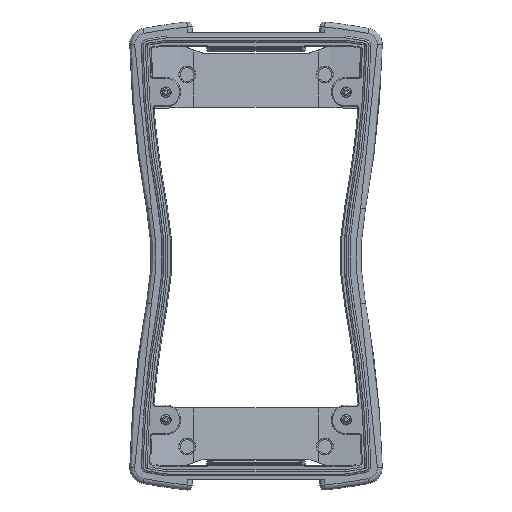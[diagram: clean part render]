
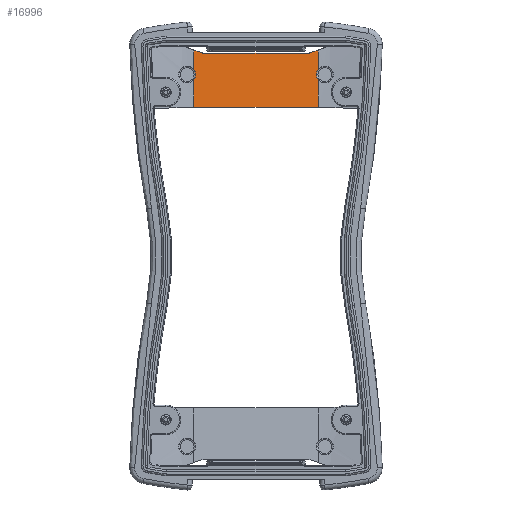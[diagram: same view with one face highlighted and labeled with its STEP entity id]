
A CAD part, top view. The second image highlights one B-rep face of the part: STEP entity #16996.
In plain terms, the highlighted planar face has unit normal (0, 0.087, 0.996).
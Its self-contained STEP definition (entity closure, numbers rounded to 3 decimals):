
#6956=CARTESIAN_POINT('',(16.289,62.,-20.892));
#6957=VERTEX_POINT('',#6956);
#6958=CARTESIAN_POINT('',(16.631,62.06,-20.898));
#6959=VERTEX_POINT('',#6958);
#6960=CARTESIAN_POINT('',(16.289,62.,-20.892));
#6961=CARTESIAN_POINT('',(16.398,62.,-20.892));
#6962=CARTESIAN_POINT('',(16.525,62.022,-20.894));
#6963=CARTESIAN_POINT('',(16.631,62.06,-20.898));
#6964=B_SPLINE_CURVE_WITH_KNOTS('',3,(#6960,#6961,#6962,#6963),.UNSPECIFIED.,.F.,.U.,(4,4),(-0.148,-0.116),.UNSPECIFIED.);
#6965=EDGE_CURVE('',#6957,#6959,#6964,.T.);
#7028=CARTESIAN_POINT('',(19.,62.923,-20.973));
#7029=VERTEX_POINT('',#7028);
#7030=CARTESIAN_POINT('',(16.631,62.06,-20.898));
#7031=DIRECTION('',(0.939,0.342,-0.03));
#7032=VECTOR('',#7031,2.522);
#7033=LINE('',#7030,#7032);
#7034=EDGE_CURVE('',#7029,#6959,#7033,.F.);
#7105=CARTESIAN_POINT('',(-16.289,62.,-20.892));
#7106=VERTEX_POINT('',#7105);
#7114=CARTESIAN_POINT('',(16.289,62.,-20.892));
#7115=DIRECTION('',(-1.0,0.0,0.0));
#7116=VECTOR('',#7115,32.578);
#7117=LINE('',#7114,#7116);
#7118=EDGE_CURVE('',#6957,#7106,#7117,.T.);
#7137=CARTESIAN_POINT('',(-16.631,62.06,-20.898));
#7138=VERTEX_POINT('',#7137);
#7146=CARTESIAN_POINT('',(-16.631,62.06,-20.898));
#7147=CARTESIAN_POINT('',(-16.525,62.022,-20.894));
#7148=CARTESIAN_POINT('',(-16.398,62.,-20.892));
#7149=CARTESIAN_POINT('',(-16.289,62.,-20.892));
#7150=B_SPLINE_CURVE_WITH_KNOTS('',3,(#7146,#7147,#7148,#7149),.UNSPECIFIED.,.F.,.U.,(4,4),(0.116,0.148),.UNSPECIFIED.);
#7151=EDGE_CURVE('',#7138,#7106,#7150,.T.);
#7456=CARTESIAN_POINT('',(-19.,62.923,-20.973));
#7457=VERTEX_POINT('',#7456);
#7465=CARTESIAN_POINT('',(-19.,62.923,-20.973));
#7466=DIRECTION('',(0.939,-0.342,0.03));
#7467=VECTOR('',#7466,2.522);
#7468=LINE('',#7465,#7467);
#7469=EDGE_CURVE('',#7457,#7138,#7468,.T.);
#14282=CARTESIAN_POINT('',(19.,53.86,-20.18));
#14283=VERTEX_POINT('',#14282);
#14284=CARTESIAN_POINT('',(19.,57.02,-20.457));
#14285=VERTEX_POINT('',#14284);
#14286=CARTESIAN_POINT('',(21.0,55.44,-20.318));
#14287=DIRECTION('',(0.0,-0.087,-0.996));
#14288=DIRECTION('',(1.0,0.0,0.0));
#14289=AXIS2_PLACEMENT_3D('',#14286,#14287,#14288);
#14290=CIRCLE('',#14289,2.553);
#14291=EDGE_CURVE('',#14283,#14285,#14290,.T.);
#14374=CARTESIAN_POINT('',(-19.,53.86,-20.18));
#14375=VERTEX_POINT('',#14374);
#14376=CARTESIAN_POINT('',(-19.,57.02,-20.457));
#14377=VERTEX_POINT('',#14376);
#14411=CARTESIAN_POINT('',(-21.0,55.44,-20.318));
#14412=DIRECTION('',(0.0,-0.087,-0.996));
#14413=DIRECTION('',(-1.0,0.0,0.0));
#14414=AXIS2_PLACEMENT_3D('',#14411,#14412,#14413);
#14415=CIRCLE('',#14414,2.553);
#14416=EDGE_CURVE('',#14377,#14375,#14415,.T.);
#14719=CARTESIAN_POINT('',(19.,45.436,-19.443));
#14720=VERTEX_POINT('',#14719);
#14721=CARTESIAN_POINT('',(19.,53.86,-20.18));
#14722=DIRECTION('',(0.0,-0.996,0.087));
#14723=VECTOR('',#14722,8.456);
#14724=LINE('',#14721,#14723);
#14725=EDGE_CURVE('',#14283,#14720,#14724,.T.);
#14774=CARTESIAN_POINT('',(19.,62.923,-20.973));
#14775=DIRECTION('',(0.0,-0.996,0.087));
#14776=VECTOR('',#14775,5.925);
#14777=LINE('',#14774,#14776);
#14778=EDGE_CURVE('',#7029,#14285,#14777,.T.);
#16960=CARTESIAN_POINT('',(0.0,-70.5,-9.3));
#16961=DIRECTION('',(0.0,0.087,0.996));
#16962=DIRECTION('',(1.0,0.0,0.0));
#16963=AXIS2_PLACEMENT_3D('',#16960,#16961,#16962);
#16964=PLANE('',#16963);
#16965=ORIENTED_EDGE('',*,*,#14291,.T.);
#16966=ORIENTED_EDGE('',*,*,#14778,.F.);
#16967=ORIENTED_EDGE('',*,*,#7034,.T.);
#16968=ORIENTED_EDGE('',*,*,#6965,.F.);
#16969=ORIENTED_EDGE('',*,*,#7118,.T.);
#16970=ORIENTED_EDGE('',*,*,#7151,.F.);
#16971=ORIENTED_EDGE('',*,*,#7469,.F.);
#16972=CARTESIAN_POINT('',(-19.,62.923,-20.973));
#16973=DIRECTION('',(0.0,-0.996,0.087));
#16974=VECTOR('',#16973,5.925);
#16975=LINE('',#16972,#16974);
#16976=EDGE_CURVE('',#7457,#14377,#16975,.T.);
#16977=ORIENTED_EDGE('',*,*,#16976,.T.);
#16978=ORIENTED_EDGE('',*,*,#14416,.T.);
#16979=CARTESIAN_POINT('',(-19.,45.436,-19.443));
#16980=VERTEX_POINT('',#16979);
#16981=CARTESIAN_POINT('',(-19.,53.86,-20.18));
#16982=DIRECTION('',(0.0,-0.996,0.087));
#16983=VECTOR('',#16982,8.456);
#16984=LINE('',#16981,#16983);
#16985=EDGE_CURVE('',#14375,#16980,#16984,.T.);
#16986=ORIENTED_EDGE('',*,*,#16985,.T.);
#16987=CARTESIAN_POINT('',(-19.,45.436,-19.443));
#16988=DIRECTION('',(1.0,0.0,0.0));
#16989=VECTOR('',#16988,38.0);
#16990=LINE('',#16987,#16989);
#16991=EDGE_CURVE('',#16980,#14720,#16990,.T.);
#16992=ORIENTED_EDGE('',*,*,#16991,.T.);
#16993=ORIENTED_EDGE('',*,*,#14725,.F.);
#16994=EDGE_LOOP('',(#16965,#16966,#16967,#16968,#16969,#16970,#16971,#16977,#16978,#16986,#16992,#16993));
#16995=FACE_OUTER_BOUND('',#16994,.T.);
#16996=ADVANCED_FACE('',(#16995),#16964,.T.);
